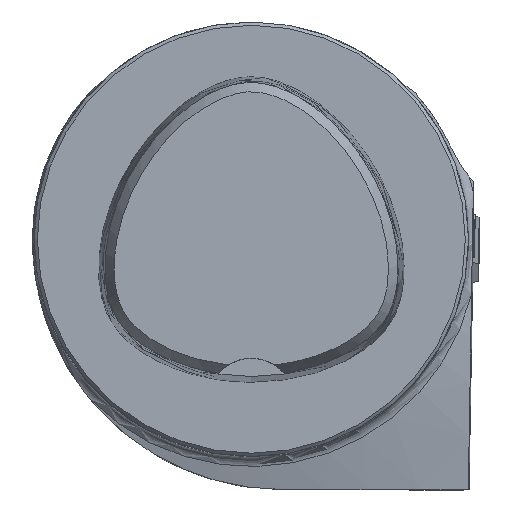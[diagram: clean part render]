
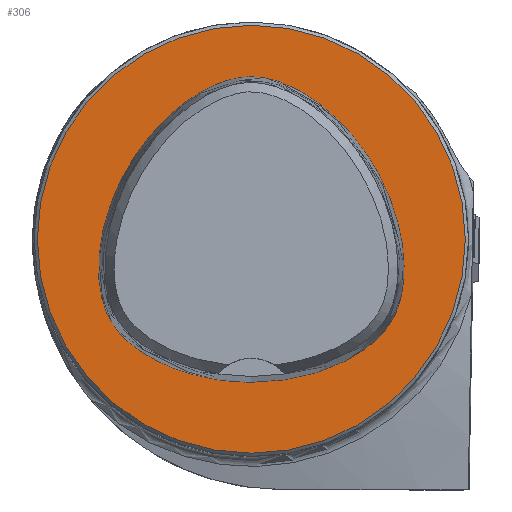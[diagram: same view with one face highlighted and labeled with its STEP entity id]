
A CAD part, top view. The second image highlights one B-rep face of the part: STEP entity #306.
In plain terms, the highlighted planar face has unit normal (0, 0, 1).
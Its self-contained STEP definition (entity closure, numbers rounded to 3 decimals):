
#159=FACE_BOUND('',#582,.T.);
#160=FACE_BOUND('',#583,.T.);
#258=B_SPLINE_CURVE_WITH_KNOTS('',3,(#3767,#3768,#3769,#3770,#3771,#3772,
#3773,#3774,#3775,#3776,#3777,#3778,#3779,#3780,#3781,#3782,#3783,#3784,
#3785,#3786,#3787,#3788,#3789,#3790,#3791,#3792,#3793,#3794,#3795,#3796,
#3797,#3798,#3799,#3800,#3801,#3802,#3803,#3804,#3805,#3806,#3807,#3808,
#3809,#3810,#3811,#3812,#3813,#3814,#3815,#3816,#3817,#3818,#3819,#3820,
#3821,#3822,#3823,#3824,#3825,#3826,#3827,#3828,#3829,#3830,#3831,#3832,
#3833,#3834,#3835,#3836,#3837,#3838,#3839,#3840,#3841,#3842,#3843,#3844,
#3845,#3846,#3847,#3848,#3849,#3850,#3851),.UNSPECIFIED.,.T.,.F.,(1,1,2,
1,1,1,1,1,1,1,1,1,1,1,1,1,1,1,1,1,1,1,1,1,1,1,1,1,1,1,1,1,1,1,1,1,1,1,1,
1,1,1,1,1,1,1,1,1,1,1,1,1,1,1,1,1,1,1,1,1,1,1,1,1,1,1,1,1,1,1,1,1,1,1,1,
1,1,1,1,1,1,1,1,1,2,1,1),(-0.031,-0.016,0.,0.016,0.031,0.047,
0.063,0.07,0.078,0.094,0.109,0.125,0.133,0.141,0.148,
0.156,0.164,0.172,0.18,0.188,0.195,0.203,0.211,
0.219,0.234,0.25,0.266,0.281,0.313,0.344,0.359,0.375,0.391,
0.406,0.422,0.438,0.453,0.461,0.469,0.477,0.484,0.492,
0.496,0.5,0.504,0.508,0.516,0.523,0.531,0.539,
0.547,0.563,0.578,0.594,0.609,0.625,0.641,0.656,0.688,
0.719,0.734,0.75,0.766,0.781,0.789,0.797,0.805,0.813,
0.82,0.828,0.836,0.844,0.852,0.859,0.867,0.875,
0.891,0.906,0.922,0.93,0.938,0.953,0.969,0.984,1.,
1.016,1.031),.UNSPECIFIED.);
#306=ADVANCED_FACE('CU_E_LO_SU_1',(#159,#160),#407,.F.);
#407=PLANE('',#2636);
#582=EDGE_LOOP('',(#1256));
#583=EDGE_LOOP('',(#1257));
#1102=CIRCLE('',#2635,19.7);
#1256=ORIENTED_EDGE('',*,*,#2013,.T.);
#1257=ORIENTED_EDGE('',*,*,#2014,.F.);
#1789=VERTEX_POINT('',#3766);
#1790=VERTEX_POINT('',#3852);
#2013=EDGE_CURVE('',#1789,#1789,#1102,.T.);
#2014=EDGE_CURVE('',#1790,#1790,#258,.T.);
#2635=AXIS2_PLACEMENT_3D('',#3765,#2952,#2953);
#2636=AXIS2_PLACEMENT_3D('',#3853,#2954,#2955);
#2952=DIRECTION('',(0.,0.,1.));
#2953=DIRECTION('',(1.,0.,0.));
#2954=DIRECTION('',(0.,0.,-1.));
#2955=DIRECTION('',(1.,0.,0.));
#3765=CARTESIAN_POINT('',(0.,0.,0.));
#3766=CARTESIAN_POINT('',(19.7,0.,0.));
#3767=CARTESIAN_POINT('',(-0.459,-13.163,0.));
#3768=CARTESIAN_POINT('',(0.459,-13.163,0.));
#3769=CARTESIAN_POINT('',(1.379,-13.133,0.));
#3770=CARTESIAN_POINT('',(2.751,-12.999,0.));
#3771=CARTESIAN_POINT('',(4.112,-12.773,0.));
#3772=CARTESIAN_POINT('',(5.231,-12.508,0.));
#3773=CARTESIAN_POINT('',(6.113,-12.248,0.));
#3774=CARTESIAN_POINT('',(6.984,-11.955,0.));
#3775=CARTESIAN_POINT('',(8.052,-11.525,0.));
#3776=CARTESIAN_POINT('',(9.285,-10.903,0.));
#3777=CARTESIAN_POINT('',(10.259,-10.286,0.));
#3778=CARTESIAN_POINT('',(10.993,-9.729,0.));
#3779=CARTESIAN_POINT('',(11.516,-9.276,0.));
#3780=CARTESIAN_POINT('',(12.005,-8.785,0.));
#3781=CARTESIAN_POINT('',(12.453,-8.256,0.));
#3782=CARTESIAN_POINT('',(12.849,-7.686,0.));
#3783=CARTESIAN_POINT('',(13.186,-7.079,0.));
#3784=CARTESIAN_POINT('',(13.461,-6.441,0.));
#3785=CARTESIAN_POINT('',(13.677,-5.783,0.));
#3786=CARTESIAN_POINT('',(13.84,-5.11,0.));
#3787=CARTESIAN_POINT('',(13.956,-4.428,0.));
#3788=CARTESIAN_POINT('',(14.029,-3.741,0.));
#3789=CARTESIAN_POINT('',(14.076,-2.821,0.));
#3790=CARTESIAN_POINT('',(14.047,-1.669,0.));
#3791=CARTESIAN_POINT('',(13.89,-0.297,0.));
#3792=CARTESIAN_POINT('',(13.625,1.057,0.));
#3793=CARTESIAN_POINT('',(13.139,2.831,0.));
#3794=CARTESIAN_POINT('',(12.303,4.977,0.));
#3795=CARTESIAN_POINT('',(11.194,6.996,0.));
#3796=CARTESIAN_POINT('',(10.157,8.514,0.));
#3797=CARTESIAN_POINT('',(9.306,9.599,0.));
#3798=CARTESIAN_POINT('',(8.383,10.624,0.));
#3799=CARTESIAN_POINT('',(7.389,11.582,0.));
#3800=CARTESIAN_POINT('',(6.325,12.462,0.));
#3801=CARTESIAN_POINT('',(5.192,13.252,0.));
#3802=CARTESIAN_POINT('',(4.191,13.821,0.));
#3803=CARTESIAN_POINT('',(3.356,14.211,0.));
#3804=CARTESIAN_POINT('',(2.713,14.465,0.));
#3805=CARTESIAN_POINT('',(2.054,14.676,0.));
#3806=CARTESIAN_POINT('',(1.38,14.837,0.));
#3807=CARTESIAN_POINT('',(0.808,14.922,0.));
#3808=CARTESIAN_POINT('',(0.347,14.957,0.));
#3809=CARTESIAN_POINT('',(0.,14.966,0.));
#3810=CARTESIAN_POINT('',(-0.347,14.957,0.));
#3811=CARTESIAN_POINT('',(-0.808,14.922,0.));
#3812=CARTESIAN_POINT('',(-1.38,14.837,0.));
#3813=CARTESIAN_POINT('',(-2.054,14.676,0.));
#3814=CARTESIAN_POINT('',(-2.713,14.465,0.));
#3815=CARTESIAN_POINT('',(-3.356,14.211,0.));
#3816=CARTESIAN_POINT('',(-4.191,13.821,0.));
#3817=CARTESIAN_POINT('',(-5.192,13.252,0.));
#3818=CARTESIAN_POINT('',(-6.325,12.462,0.));
#3819=CARTESIAN_POINT('',(-7.389,11.582,0.));
#3820=CARTESIAN_POINT('',(-8.383,10.624,0.));
#3821=CARTESIAN_POINT('',(-9.306,9.599,0.));
#3822=CARTESIAN_POINT('',(-10.157,8.514,0.));
#3823=CARTESIAN_POINT('',(-11.194,6.996,0.));
#3824=CARTESIAN_POINT('',(-12.303,4.977,0.));
#3825=CARTESIAN_POINT('',(-13.139,2.831,0.));
#3826=CARTESIAN_POINT('',(-13.625,1.057,0.));
#3827=CARTESIAN_POINT('',(-13.89,-0.297,0.));
#3828=CARTESIAN_POINT('',(-14.047,-1.669,0.));
#3829=CARTESIAN_POINT('',(-14.076,-2.821,0.));
#3830=CARTESIAN_POINT('',(-14.029,-3.741,0.));
#3831=CARTESIAN_POINT('',(-13.956,-4.428,0.));
#3832=CARTESIAN_POINT('',(-13.84,-5.11,0.));
#3833=CARTESIAN_POINT('',(-13.677,-5.783,0.));
#3834=CARTESIAN_POINT('',(-13.461,-6.441,0.));
#3835=CARTESIAN_POINT('',(-13.186,-7.079,0.));
#3836=CARTESIAN_POINT('',(-12.849,-7.686,0.));
#3837=CARTESIAN_POINT('',(-12.453,-8.256,0.));
#3838=CARTESIAN_POINT('',(-12.005,-8.785,0.));
#3839=CARTESIAN_POINT('',(-11.516,-9.276,0.));
#3840=CARTESIAN_POINT('',(-10.993,-9.729,0.));
#3841=CARTESIAN_POINT('',(-10.259,-10.286,0.));
#3842=CARTESIAN_POINT('',(-9.285,-10.903,0.));
#3843=CARTESIAN_POINT('',(-8.052,-11.525,0.));
#3844=CARTESIAN_POINT('',(-6.984,-11.955,0.));
#3845=CARTESIAN_POINT('',(-6.113,-12.248,0.));
#3846=CARTESIAN_POINT('',(-5.231,-12.508,0.));
#3847=CARTESIAN_POINT('',(-4.112,-12.773,0.));
#3848=CARTESIAN_POINT('',(-2.751,-12.999,0.));
#3849=CARTESIAN_POINT('',(-1.379,-13.133,0.));
#3850=CARTESIAN_POINT('',(-0.459,-13.163,0.));
#3851=CARTESIAN_POINT('',(0.459,-13.163,0.));
#3852=CARTESIAN_POINT('',(0.,-13.163,0.));
#3853=CARTESIAN_POINT('',(0.,0.899,0.));
